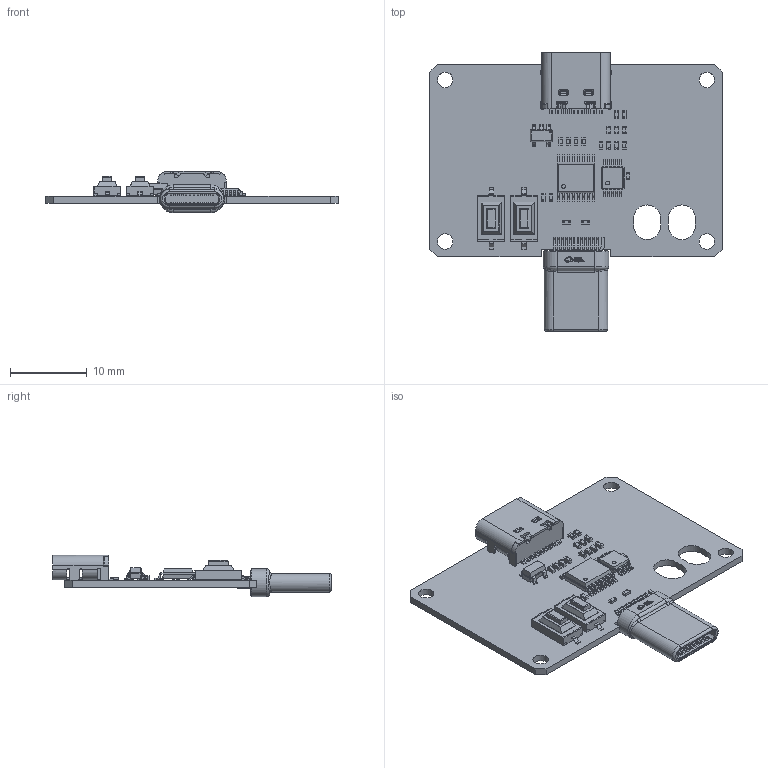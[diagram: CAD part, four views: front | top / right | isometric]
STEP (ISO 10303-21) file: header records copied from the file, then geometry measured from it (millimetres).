
FILE_DESCRIPTION(('KiCad electronic assembly'),'2;1');
FILE_NAME('PCBA-DEBUG-UART-3D.step','2025-10-20T18:27:43',('Pcbnew'),( 'Kicad'),'Open CASCADE STEP processor 7.6','KiCad to STEP converter' ,'Unknown');
FILE_SCHEMA(('AUTOMOTIVE_DESIGN { 1 0 10303 214 1 1 1 1 }'));
Length unit declared in the file: millimetre
Products named in the file (15): PCBA-DEBUG-UART-3D 1; R_0402_1005Metric; C_0402_1005Metric; QSOP-16_3.9x4.9mm_P0.635mm; LED_0402_1005Metric; SW_SPST_CK_RS282G05A3; MSOP-10_3x3mm_P0.5mm; USB-TYPE-C-SMD_U261-241N-4BS60; HRO_TYPE-C-31-M-12; ConPins; PcbPins; Mold; Frame; SOT-23-5; kibot_bvc69c6j_PCB
Assembly tree (30 placements, depth 3):
  PCBA-DEBUG-UART-3D 1
    R_0402_1005Metric  x9
    C_0402_1005Metric  x7
    QSOP-16_3.9x4.9mm_P0.635mm
    LED_0402_1005Metric  x2
    SW_SPST_CK_RS282G05A3  x2
    MSOP-10_3x3mm_P0.5mm
    USB-TYPE-C-SMD_U261-241N-4BS60
    HRO_TYPE-C-31-M-12
      ConPins
      PcbPins
      Mold
      Frame
    SOT-23-5
    kibot_bvc69c6j_PCB
Bounding box: 38 x 36.2 x 5.36 mm (x, y, z)
Volume: 1191.7 mm3; surface area: 3288.8 mm2
Topology: 53 solids, 53 shells, 2794 faces, 7364 edges, 4727 vertices
Faces by surface type: plane 1882, cylinder 696, bspline 144, sphere 32, torus 30, cone 10
Full cylindrical faces by diameter (mm): 0.5 x2, 0.65 x2, 2 x4
Entity records: 70148 total; most frequent: CARTESIAN_POINT 14110, ORIENTED_EDGE 11885, DIRECTION 11092, EDGE_CURVE 5943, LINE 4510, VECTOR 4510, VERTEX_POINT 3817, AXIS2_PLACEMENT_3D 3291
